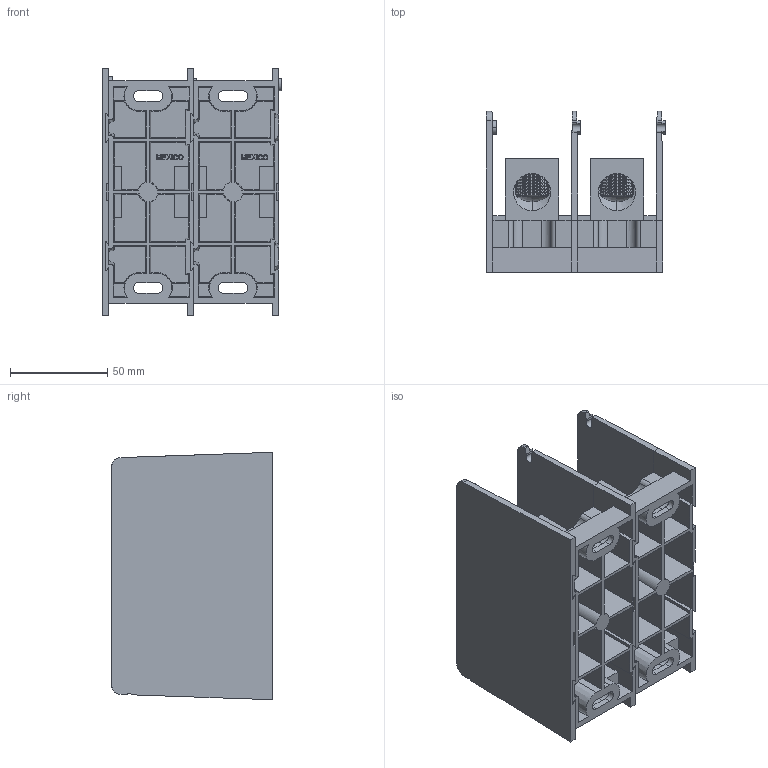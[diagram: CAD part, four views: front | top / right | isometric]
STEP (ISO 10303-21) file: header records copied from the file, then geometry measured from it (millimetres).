
FILE_DESCRIPTION (( 'STEP AP214' ), '1' );
FILE_NAME ('701887_2p_rev-.STEP', '2013-08-26T19:53:45', ( '' ), ( '' ), 'SwSTEP 2.0', 'SolidWorks 2013', '' );
FILE_SCHEMA (( 'AUTOMOTIVE_DESIGN' ));
Length unit declared in the file: inch
Products named in the file (1): 701887_2p_rev-
Bounding box: 92.16 x 82.55 x 127.01 mm (x, y, z)
Volume: 250293 mm3; surface area: 160992.6 mm2
Topology: 11 solids, 11 shells, 1355 faces, 3406 edges, 2100 vertices
Faces by surface type: plane 529, cylinder 470, cone 284, bspline 48, sphere 12, torus 12
Entity records: 71825 total; most frequent: CARTESIAN_POINT 23490, ORIENTED_EDGE 6788, DIRECTION 5780, EDGE_CURVE 3394, VERTEX_POINT 2100, LINE 1976, VECTOR 1976, AXIS2_PLACEMENT_3D 1902
